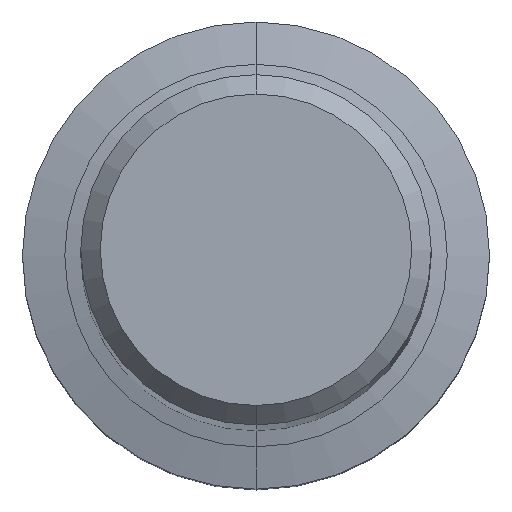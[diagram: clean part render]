
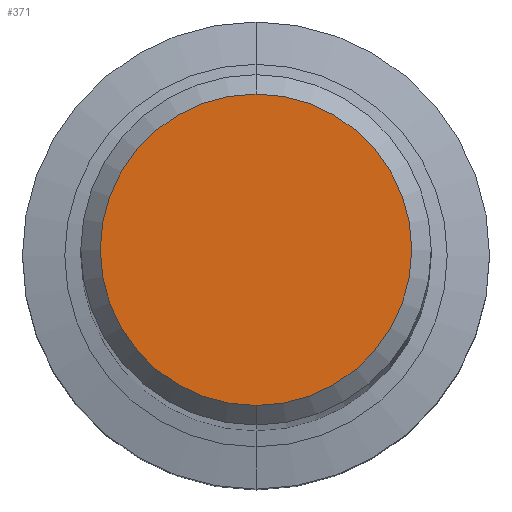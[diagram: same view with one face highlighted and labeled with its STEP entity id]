
A CAD part, top view. The second image highlights one B-rep face of the part: STEP entity #371.
In plain terms, the highlighted planar face has unit normal (0, 0, 1).
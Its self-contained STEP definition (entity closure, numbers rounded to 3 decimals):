
#241=EDGE_CURVE('',#519,#481,#601,.T.);
#295=EDGE_CURVE('',#481,#519,#663,.T.);
#371=ADVANCED_FACE('',(#751),#752,.T.);
#481=VERTEX_POINT('',#869);
#519=VERTEX_POINT('',#909);
#601=CIRCLE('',#1013,4.0);
#663=CIRCLE('',#1128,4.0);
#751=FACE_OUTER_BOUND('',#1242,.T.);
#752=PLANE('',#1243);
#869=CARTESIAN_POINT('',(0.0,4.0,0.0));
#909=CARTESIAN_POINT('',(0.,-4.0,0.0));
#1013=AXIS2_PLACEMENT_3D('',#1721,#1722,#1723);
#1128=AXIS2_PLACEMENT_3D('',#1806,#1807,#1808);
#1242=EDGE_LOOP('',(#1933,#1934));
#1243=AXIS2_PLACEMENT_3D('',#1935,#1936,#1937);
#1721=CARTESIAN_POINT('',(0.0,0.0,0.0));
#1722=DIRECTION('',(0.0,0.0,-1.0));
#1723=DIRECTION('',(0.0,1.0,0.0));
#1806=CARTESIAN_POINT('',(0.0,0.0,0.0));
#1807=DIRECTION('',(0.0,0.0,-1.0));
#1808=DIRECTION('',(0.0,1.0,0.0));
#1933=ORIENTED_EDGE('',*,*,#295,.F.);
#1934=ORIENTED_EDGE('',*,*,#241,.F.);
#1935=CARTESIAN_POINT('',(0.0,2.0,0.0));
#1936=DIRECTION('',(-0.0,0.0,1.0));
#1937=DIRECTION('',(0.0,-1.0,0.0));
